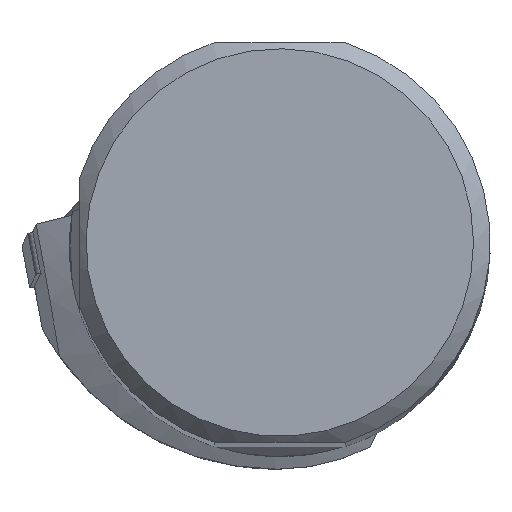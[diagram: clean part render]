
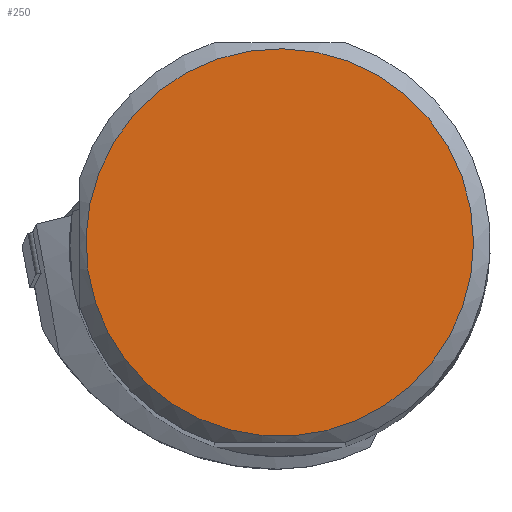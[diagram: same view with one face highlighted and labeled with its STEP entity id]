
A CAD part, top view. The second image highlights one B-rep face of the part: STEP entity #250.
In plain terms, the highlighted planar face has unit normal (0, 0, 1).
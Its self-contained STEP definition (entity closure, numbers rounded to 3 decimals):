
#181=FACE_OUTER_BOUND('',#598,.T.);
#250=ADVANCED_FACE('CU_SU_BP3',(#181),#304,.T.);
#304=PLANE('',#1521);
#598=EDGE_LOOP('',(#808));
#808=ORIENTED_EDGE('',*,*,#1259,.T.);
#1102=VERTEX_POINT('',#2313);
#1259=EDGE_CURVE('',#1102,#1102,#1362,.T.);
#1362=CIRCLE('',#1519,29.238);
#1519=AXIS2_PLACEMENT_3D('',#2312,#1795,#1796);
#1521=AXIS2_PLACEMENT_3D('',#2315,#1799,#1800);
#1795=DIRECTION('',(0.,0.,1.));
#1796=DIRECTION('',(1.,0.,0.));
#1799=DIRECTION('',(0.,0.,1.));
#1800=DIRECTION('',(1.,0.,0.));
#2312=CARTESIAN_POINT('',(0.,0.,0.));
#2313=CARTESIAN_POINT('',(29.238,0.,0.));
#2315=CARTESIAN_POINT('',(0.,0.,
0.));
